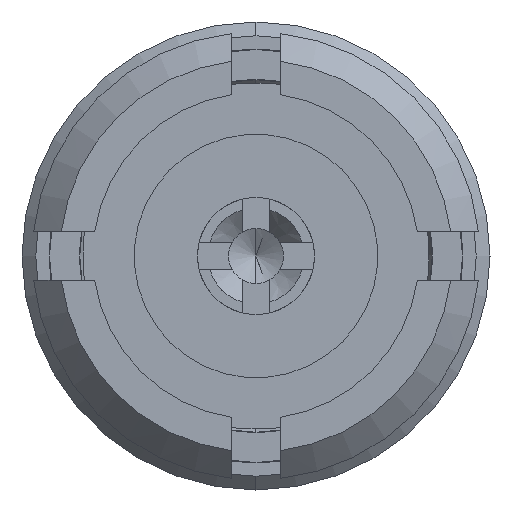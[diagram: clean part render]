
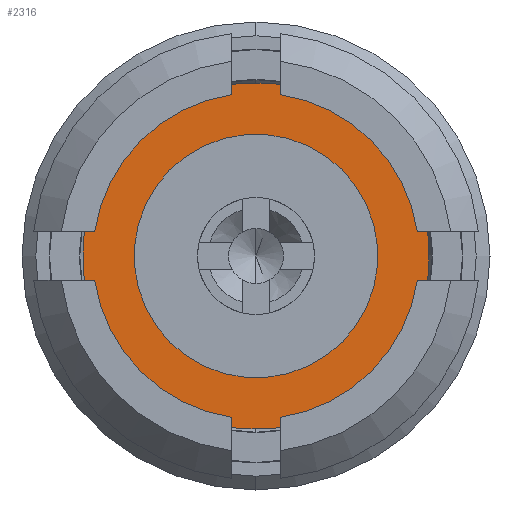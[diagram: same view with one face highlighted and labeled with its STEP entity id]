
A CAD part, left-side view. The second image highlights one B-rep face of the part: STEP entity #2316.
In plain terms, the highlighted face is planar.
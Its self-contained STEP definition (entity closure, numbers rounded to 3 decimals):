
#156 = DIRECTION ( 'NONE',  ( 0.996, 0.087, 0. ) ) ;
#199 = CIRCLE ( 'NONE', #5602, 0.885 ) ;
#231 = CIRCLE ( 'NONE', #6261, 0.885 ) ;
#622 = CARTESIAN_POINT ( 'NONE',  ( -0.882, -0.077, 11.525 ) ) ;
#669 = CIRCLE ( 'NONE', #4673, 1.26 ) ;
#711 = DIRECTION ( 'NONE',  ( 0., 0., 1. ) ) ;
#834 = VERTEX_POINT ( 'NONE', #3491 ) ;
#898 = AXIS2_PLACEMENT_3D ( 'NONE', #1694, #711, #156 ) ;
#1040 = ORIENTED_EDGE ( 'NONE', *, *, #5702, .T. ) ;
#1078 = FACE_OUTER_BOUND ( 'NONE', #5672, .T. ) ;
#1217 = DIRECTION ( 'NONE',  ( -0.996, -0.087, 0. ) ) ;
#1360 = CARTESIAN_POINT ( 'NONE',  ( 0., 0., 11.525 ) ) ;
#1479 = DIRECTION ( 'NONE',  ( 0.996, 0.087, 0. ) ) ;
#1694 = CARTESIAN_POINT ( 'NONE',  ( 0., 0., 11.525 ) ) ;
#1872 = ORIENTED_EDGE ( 'NONE', *, *, #6011, .F. ) ;
#1899 = DIRECTION ( 'NONE',  ( 0.996, 0.087, 0. ) ) ;
#1905 = DIRECTION ( 'NONE',  ( 0., 0., 1. ) ) ;
#1936 = EDGE_LOOP ( 'NONE', ( #4236, #1872 ) ) ;
#2316 = ADVANCED_FACE ( 'NONE', ( #5249, #1078 ), #2777, .F. ) ;
#2326 = CARTESIAN_POINT ( 'NONE',  ( -0.11, 1.255, 11.525 ) ) ;
#2777 = PLANE ( 'NONE',  #5764 ) ;
#2940 = DIRECTION ( 'NONE',  ( 0., 0., 1. ) ) ;
#3329 = CIRCLE ( 'NONE', #898, 1.26 ) ;
#3418 = EDGE_CURVE ( 'NONE', #4950, #4133, #199, .T. ) ;
#3491 = CARTESIAN_POINT ( 'NONE',  ( -1.255, -0.11, 11.525 ) ) ;
#3894 = EDGE_CURVE ( 'NONE', #834, #5676, #669, .T. ) ;
#4133 = VERTEX_POINT ( 'NONE', #622 ) ;
#4236 = ORIENTED_EDGE ( 'NONE', *, *, #3418, .F. ) ;
#4297 = DIRECTION ( 'NONE',  ( 0., 0., -1. ) ) ;
#4515 = DIRECTION ( 'NONE',  ( 0., 0., 1. ) ) ;
#4673 = AXIS2_PLACEMENT_3D ( 'NONE', #1360, #4515, #5983 ) ;
#4950 = VERTEX_POINT ( 'NONE', #5851 ) ;
#5249 = FACE_BOUND ( 'NONE', #1936, .T. ) ;
#5299 = ORIENTED_EDGE ( 'NONE', *, *, #3894, .T. ) ;
#5525 = CARTESIAN_POINT ( 'NONE',  ( 1.255, 0.11, 11.525 ) ) ;
#5540 = CARTESIAN_POINT ( 'NONE',  ( 0., 0., 11.525 ) ) ;
#5602 = AXIS2_PLACEMENT_3D ( 'NONE', #5990, #2940, #1899 ) ;
#5672 = EDGE_LOOP ( 'NONE', ( #1040, #5299 ) ) ;
#5676 = VERTEX_POINT ( 'NONE', #5525 ) ;
#5702 = EDGE_CURVE ( 'NONE', #5676, #834, #3329, .T. ) ;
#5764 = AXIS2_PLACEMENT_3D ( 'NONE', #2326, #4297, #1217 ) ;
#5851 = CARTESIAN_POINT ( 'NONE',  ( 0.882, 0.077, 11.525 ) ) ;
#5983 = DIRECTION ( 'NONE',  ( 0.996, 0.087, 0. ) ) ;
#5990 = CARTESIAN_POINT ( 'NONE',  ( 0., 0., 11.525 ) ) ;
#6011 = EDGE_CURVE ( 'NONE', #4133, #4950, #231, .T. ) ;
#6261 = AXIS2_PLACEMENT_3D ( 'NONE', #5540, #1905, #1479 ) ;
